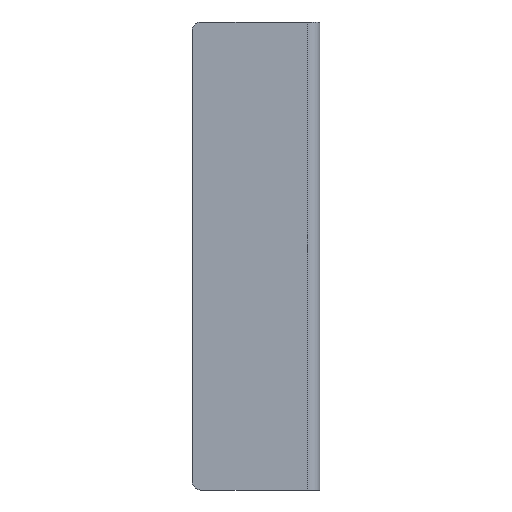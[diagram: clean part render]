
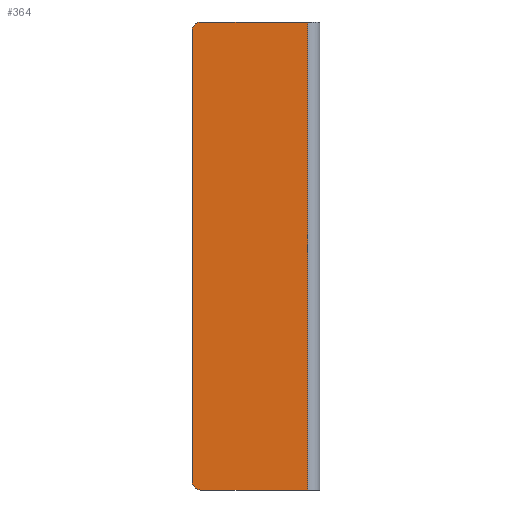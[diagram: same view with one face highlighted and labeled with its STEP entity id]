
A CAD part, left-side view. The second image highlights one B-rep face of the part: STEP entity #364.
In plain terms, the highlighted planar face has unit normal (-1, 0, 0).
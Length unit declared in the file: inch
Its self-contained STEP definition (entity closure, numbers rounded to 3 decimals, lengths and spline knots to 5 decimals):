
#19 = CARTESIAN_POINT ( 'NONE',  ( 0., 0., 5.5 ) ) ;
#23 = LINE ( 'NONE', #194, #258 ) ;
#24 = DIRECTION ( 'NONE',  ( 0., 0., -1. ) ) ;
#44 = AXIS2_PLACEMENT_3D ( 'NONE', #254, #359, #518 ) ;
#53 = DIRECTION ( 'NONE',  ( 0., 0., 1. ) ) ;
#101 = EDGE_LOOP ( 'NONE', ( #597, #287, #431, #637, #527, #171 ) ) ;
#107 = EDGE_CURVE ( 'NONE', #119, #507, #227, .T. ) ;
#119 = VERTEX_POINT ( 'NONE', #286 ) ;
#130 = CARTESIAN_POINT ( 'NONE',  ( 0., 1.4, 0.1 ) ) ;
#143 = PLANE ( 'NONE',  #44 ) ;
#163 = CARTESIAN_POINT ( 'NONE',  ( 0., 1.5, 5.4 ) ) ;
#171 = ORIENTED_EDGE ( 'NONE', *, *, #107, .T. ) ;
#175 = CARTESIAN_POINT ( 'NONE',  ( 0., 0.143, 5.5 ) ) ;
#182 = EDGE_CURVE ( 'NONE', #218, #213, #528, .T. ) ;
#188 = VECTOR ( 'NONE', #304, 39.37008 ) ;
#194 = CARTESIAN_POINT ( 'NONE',  ( 0., 0., 0. ) ) ;
#197 = LINE ( 'NONE', #630, #188 ) ;
#213 = VERTEX_POINT ( 'NONE', #616 ) ;
#218 = VERTEX_POINT ( 'NONE', #410 ) ;
#227 = CIRCLE ( 'NONE', #625, 0.1 ) ;
#237 = EDGE_CURVE ( 'NONE', #618, #213, #23, .T. ) ;
#239 = AXIS2_PLACEMENT_3D ( 'NONE', #130, #278, #289 ) ;
#248 = DIRECTION ( 'NONE',  ( 0., 1., 0. ) ) ;
#249 = VECTOR ( 'NONE', #24, 39.37008 ) ;
#254 = CARTESIAN_POINT ( 'NONE',  ( 0., 0., 5.5 ) ) ;
#258 = VECTOR ( 'NONE', #566, 39.37008 ) ;
#278 = DIRECTION ( 'NONE',  ( -1., 0., 0. ) ) ;
#286 = CARTESIAN_POINT ( 'NONE',  ( 0., 1.4, 5.5 ) ) ;
#287 = ORIENTED_EDGE ( 'NONE', *, *, #182, .T. ) ;
#289 = DIRECTION ( 'NONE',  ( 0., 0., 1. ) ) ;
#298 = CARTESIAN_POINT ( 'NONE',  ( 0., 0.143, 5.5 ) ) ;
#304 = DIRECTION ( 'NONE',  ( 0., 0., -1. ) ) ;
#308 = LINE ( 'NONE', #19, #350 ) ;
#323 = EDGE_CURVE ( 'NONE', #514, #618, #357, .T. ) ;
#348 = EDGE_CURVE ( 'NONE', #507, #218, #197, .T. ) ;
#350 = VECTOR ( 'NONE', #248, 39.37008 ) ;
#354 = EDGE_CURVE ( 'NONE', #514, #119, #308, .T. ) ;
#357 = LINE ( 'NONE', #298, #249 ) ;
#359 = DIRECTION ( 'NONE',  ( -1., 0., 0. ) ) ;
#364 = ADVANCED_FACE ( 'NONE', ( #462 ), #143, .T. ) ;
#410 = CARTESIAN_POINT ( 'NONE',  ( 0., 1.5, 0.1 ) ) ;
#431 = ORIENTED_EDGE ( 'NONE', *, *, #237, .F. ) ;
#443 = DIRECTION ( 'NONE',  ( -1., 0., 0. ) ) ;
#462 = FACE_OUTER_BOUND ( 'NONE', #101, .T. ) ;
#507 = VERTEX_POINT ( 'NONE', #163 ) ;
#514 = VERTEX_POINT ( 'NONE', #175 ) ;
#518 = DIRECTION ( 'NONE',  ( 0., 0., 1. ) ) ;
#527 = ORIENTED_EDGE ( 'NONE', *, *, #354, .T. ) ;
#528 = CIRCLE ( 'NONE', #239, 0.1 ) ;
#566 = DIRECTION ( 'NONE',  ( 0., 1., 0. ) ) ;
#597 = ORIENTED_EDGE ( 'NONE', *, *, #348, .T. ) ;
#613 = CARTESIAN_POINT ( 'NONE',  ( 0., 1.4, 5.4 ) ) ;
#616 = CARTESIAN_POINT ( 'NONE',  ( 0., 1.4, 0. ) ) ;
#618 = VERTEX_POINT ( 'NONE', #663 ) ;
#625 = AXIS2_PLACEMENT_3D ( 'NONE', #613, #443, #53 ) ;
#630 = CARTESIAN_POINT ( 'NONE',  ( 0., 1.5, 5.5 ) ) ;
#637 = ORIENTED_EDGE ( 'NONE', *, *, #323, .F. ) ;
#663 = CARTESIAN_POINT ( 'NONE',  ( 0., 0.143, 0. ) ) ;
